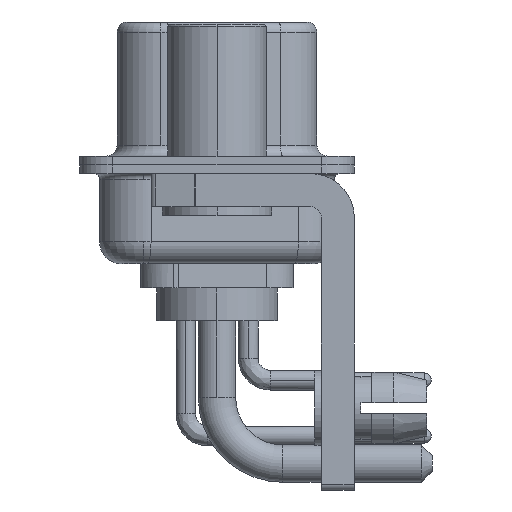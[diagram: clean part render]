
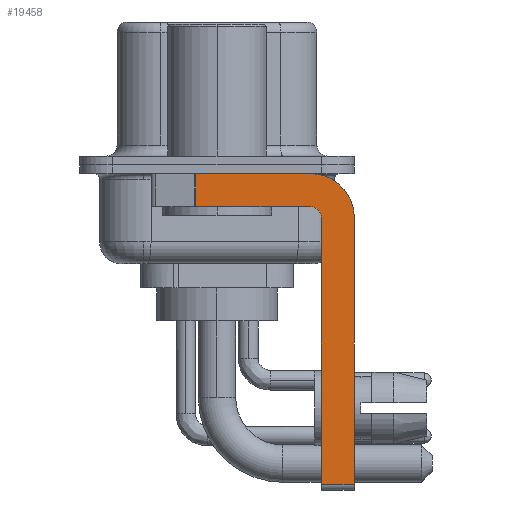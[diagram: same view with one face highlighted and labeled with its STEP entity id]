
A CAD part, left-side view. The second image highlights one B-rep face of the part: STEP entity #19458.
In plain terms, the highlighted planar face has unit normal (-1, 0, 0).
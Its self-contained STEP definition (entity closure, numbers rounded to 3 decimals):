
#602 = ORIENTED_EDGE ( 'NONE', *, *, #15735, .F. ) ;
#1636 = EDGE_CURVE ( 'NONE', #5986, #27387, #21178, .T. ) ;
#1922 = LINE ( 'NONE', #10770, #11969 ) ;
#2363 = CARTESIAN_POINT ( 'NONE',  ( -2.9, -4.25, -2.4 ) ) ;
#2506 = CARTESIAN_POINT ( 'NONE',  ( -2.9, -4.75, -14.55 ) ) ;
#2765 = DIRECTION ( 'NONE',  ( 0., 0., -1. ) ) ;
#5636 = FACE_OUTER_BOUND ( 'NONE', #16066, .T. ) ;
#5986 = VERTEX_POINT ( 'NONE', #2506 ) ;
#6004 = EDGE_CURVE ( 'NONE', #12641, #24842, #25227, .T. ) ;
#6396 = ORIENTED_EDGE ( 'NONE', *, *, #21068, .F. ) ;
#6510 = VERTEX_POINT ( 'NONE', #21046 ) ;
#7473 = VERTEX_POINT ( 'NONE', #11647 ) ;
#7885 = CARTESIAN_POINT ( 'NONE',  ( -2.9, -6.25, -2.4 ) ) ;
#8419 = EDGE_CURVE ( 'NONE', #26972, #6510, #11947, .T. ) ;
#9151 = DIRECTION ( 'NONE',  ( -1., 0., 0. ) ) ;
#9314 = CARTESIAN_POINT ( 'NONE',  ( -2.9, -4.25, -2.4 ) ) ;
#9838 = CARTESIAN_POINT ( 'NONE',  ( -2.9, -6.25, -2.4 ) ) ;
#10324 = VERTEX_POINT ( 'NONE', #7885 ) ;
#10521 = CARTESIAN_POINT ( 'NONE',  ( -2.9, -4.25, -0.4 ) ) ;
#10770 = CARTESIAN_POINT ( 'NONE',  ( -2.9, 0.978, -1.9 ) ) ;
#10959 = VECTOR ( 'NONE', #19547, 1000. ) ;
#11351 = DIRECTION ( 'NONE',  ( 0., 0., 1. ) ) ;
#11647 = CARTESIAN_POINT ( 'NONE',  ( -2.9, -4.75, -2.4 ) ) ;
#11947 = LINE ( 'NONE', #27610, #22134 ) ;
#11969 = VECTOR ( 'NONE', #22582, 1000. ) ;
#12257 = DIRECTION ( 'NONE',  ( 0., 0., -1. ) ) ;
#12352 = CIRCLE ( 'NONE', #22755, 2. ) ;
#12509 = ORIENTED_EDGE ( 'NONE', *, *, #12581, .T. ) ;
#12581 = EDGE_CURVE ( 'NONE', #12641, #6510, #1922, .T. ) ;
#12641 = VERTEX_POINT ( 'NONE', #20365 ) ;
#13832 = LINE ( 'NONE', #9838, #24507 ) ;
#14000 = CARTESIAN_POINT ( 'NONE',  ( -2.9, 3., -0.4 ) ) ;
#14312 = DIRECTION ( 'NONE',  ( 1., 0., 0. ) ) ;
#14477 = CARTESIAN_POINT ( 'NONE',  ( -2.9, -4.25, -2.4 ) ) ;
#14771 = DIRECTION ( 'NONE',  ( 1., 0., 0. ) ) ;
#14954 = CARTESIAN_POINT ( 'NONE',  ( -2.9, -4.25, -14.55 ) ) ;
#15735 = EDGE_CURVE ( 'NONE', #5986, #7473, #24094, .T. ) ;
#16066 = EDGE_LOOP ( 'NONE', ( #26309, #12509, #20524, #20973, #602, #23709, #21681, #6396 ) ) ;
#17283 = DIRECTION ( 'NONE',  ( 0., 0., 1. ) ) ;
#17517 = EDGE_CURVE ( 'NONE', #10324, #27387, #13832, .T. ) ;
#17574 = CARTESIAN_POINT ( 'NONE',  ( -2.9, -4.75, -14.8 ) ) ;
#18873 = AXIS2_PLACEMENT_3D ( 'NONE', #14477, #14771, #12257 ) ;
#19458 = ADVANCED_FACE ( 'NONE', ( #5636 ), #26000, .F. ) ;
#19547 = DIRECTION ( 'NONE',  ( 0., -1., 0. ) ) ;
#20365 = CARTESIAN_POINT ( 'NONE',  ( -2.9, 0.978, -0.4 ) ) ;
#20524 = ORIENTED_EDGE ( 'NONE', *, *, #8419, .F. ) ;
#20973 = ORIENTED_EDGE ( 'NONE', *, *, #26735, .F. ) ;
#21046 = CARTESIAN_POINT ( 'NONE',  ( -2.9, 0.978, -1.9 ) ) ;
#21068 = EDGE_CURVE ( 'NONE', #24842, #10324, #12352, .T. ) ;
#21178 = LINE ( 'NONE', #14954, #10959 ) ;
#21681 = ORIENTED_EDGE ( 'NONE', *, *, #17517, .F. ) ;
#22134 = VECTOR ( 'NONE', #25531, 1000. ) ;
#22582 = DIRECTION ( 'NONE',  ( 0., 0., -1. ) ) ;
#22755 = AXIS2_PLACEMENT_3D ( 'NONE', #9314, #14312, #27317 ) ;
#23007 = DIRECTION ( 'NONE',  ( 0., -1., 0. ) ) ;
#23709 = ORIENTED_EDGE ( 'NONE', *, *, #1636, .T. ) ;
#24094 = LINE ( 'NONE', #17574, #24934 ) ;
#24334 = AXIS2_PLACEMENT_3D ( 'NONE', #2363, #9151, #11351 ) ;
#24507 = VECTOR ( 'NONE', #2765, 1000. ) ;
#24815 = CARTESIAN_POINT ( 'NONE',  ( -2.9, -4.25, -1.9 ) ) ;
#24842 = VERTEX_POINT ( 'NONE', #10521 ) ;
#24934 = VECTOR ( 'NONE', #17283, 1000. ) ;
#25227 = LINE ( 'NONE', #14000, #29147 ) ;
#25531 = DIRECTION ( 'NONE',  ( 0., 1., 0. ) ) ;
#26000 = PLANE ( 'NONE',  #18873 ) ;
#26309 = ORIENTED_EDGE ( 'NONE', *, *, #6004, .F. ) ;
#26695 = CIRCLE ( 'NONE', #24334, 0.5 ) ;
#26735 = EDGE_CURVE ( 'NONE', #7473, #26972, #26695, .T. ) ;
#26972 = VERTEX_POINT ( 'NONE', #24815 ) ;
#27317 = DIRECTION ( 'NONE',  ( 0., 0., -1. ) ) ;
#27387 = VERTEX_POINT ( 'NONE', #28483 ) ;
#27610 = CARTESIAN_POINT ( 'NONE',  ( -2.9, -4.25, -1.9 ) ) ;
#28483 = CARTESIAN_POINT ( 'NONE',  ( -2.9, -6.25, -14.55 ) ) ;
#29147 = VECTOR ( 'NONE', #23007, 1000. ) ;
